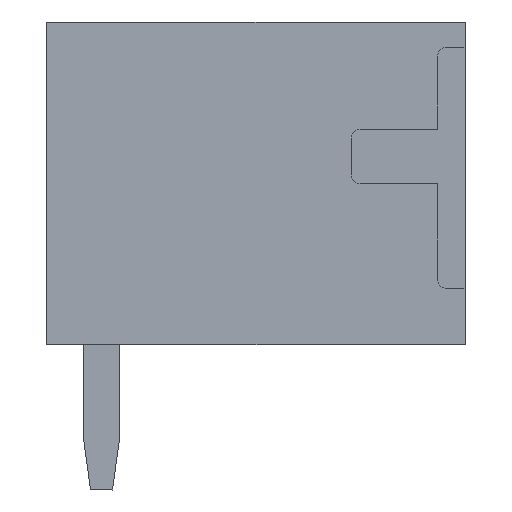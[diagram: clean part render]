
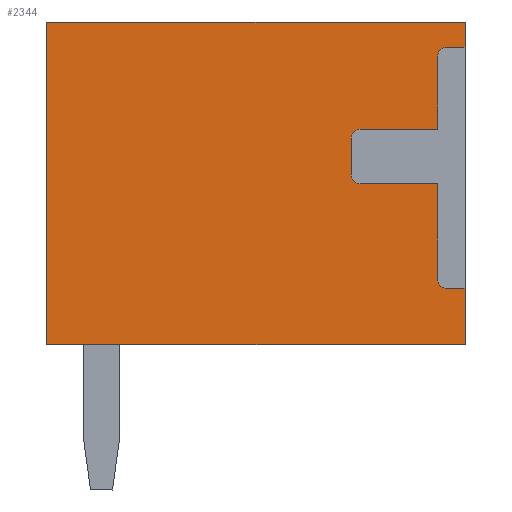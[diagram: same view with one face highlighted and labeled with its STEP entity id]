
A CAD part, left-side view. The second image highlights one B-rep face of the part: STEP entity #2344.
In plain terms, the highlighted planar face has unit normal (-1, 0, 0).
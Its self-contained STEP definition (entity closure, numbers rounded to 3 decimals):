
#2244=AXIS2_PLACEMENT_3D('Plane Axis2P3D',#2241,#2242,#2243) ;
#2260=AXIS2_PLACEMENT_3D('Circle Axis2P3D',#2258,#2259,$) ;
#2281=AXIS2_PLACEMENT_3D('Circle Axis2P3D',#2279,#2280,$) ;
#2295=AXIS2_PLACEMENT_3D('Circle Axis2P3D',#2293,#2294,$) ;
#2316=AXIS2_PLACEMENT_3D('Circle Axis2P3D',#2314,#2315,$) ;
#77=CARTESIAN_POINT('Vertex',(0.3,0.,10.3)) ;
#80=CARTESIAN_POINT('Line Origine',(0.3,0.,10.02)) ;
#84=CARTESIAN_POINT('Vertex',(0.3,0.,9.74)) ;
#105=CARTESIAN_POINT('Vertex',(0.3,0.,4.44)) ;
#108=CARTESIAN_POINT('Line Origine',(0.3,0.,3.82)) ;
#112=CARTESIAN_POINT('Vertex',(0.3,0.,3.2)) ;
#1747=CARTESIAN_POINT('Vertex',(0.3,9.2,10.3)) ;
#1750=CARTESIAN_POINT('Line Origine',(0.3,4.6,10.3)) ;
#2145=CARTESIAN_POINT('Line Origine',(0.3,4.6,3.2)) ;
#2149=CARTESIAN_POINT('Vertex',(0.3,9.2,3.2)) ;
#2241=CARTESIAN_POINT('Axis2P3D Location',(0.3,0.,0.)) ;
#2246=CARTESIAN_POINT('Line Origine',(0.3,9.2,6.75)) ;
#2251=CARTESIAN_POINT('Line Origine',(0.3,0.2,4.44)) ;
#2255=CARTESIAN_POINT('Vertex',(0.3,0.4,4.44)) ;
#2258=CARTESIAN_POINT('Axis2P3D Location',(0.3,0.4,4.64)) ;
#2262=CARTESIAN_POINT('Vertex',(0.3,0.6,4.64)) ;
#2265=CARTESIAN_POINT('Line Origine',(0.3,0.6,5.69)) ;
#2269=CARTESIAN_POINT('Vertex',(0.3,0.6,6.74)) ;
#2272=CARTESIAN_POINT('Line Origine',(0.3,1.45,6.74)) ;
#2276=CARTESIAN_POINT('Vertex',(0.3,2.3,6.74)) ;
#2279=CARTESIAN_POINT('Axis2P3D Location',(0.3,2.3,6.94)) ;
#2283=CARTESIAN_POINT('Vertex',(0.3,2.5,6.94)) ;
#2286=CARTESIAN_POINT('Line Origine',(0.3,2.5,7.34)) ;
#2290=CARTESIAN_POINT('Vertex',(0.3,2.5,7.74)) ;
#2293=CARTESIAN_POINT('Axis2P3D Location',(0.3,2.3,7.74)) ;
#2297=CARTESIAN_POINT('Vertex',(0.3,2.3,7.94)) ;
#2300=CARTESIAN_POINT('Line Origine',(0.3,1.45,7.94)) ;
#2304=CARTESIAN_POINT('Vertex',(0.3,0.6,7.94)) ;
#2307=CARTESIAN_POINT('Line Origine',(0.3,0.6,8.74)) ;
#2311=CARTESIAN_POINT('Vertex',(0.3,0.6,9.54)) ;
#2314=CARTESIAN_POINT('Axis2P3D Location',(0.3,0.4,9.54)) ;
#2318=CARTESIAN_POINT('Vertex',(0.3,0.4,9.74)) ;
#2321=CARTESIAN_POINT('Line Origine',(0.3,0.2,9.74)) ;
#81=DIRECTION('Vector Direction',(0.,0.,-1.)) ;
#109=DIRECTION('Vector Direction',(0.,0.,-1.)) ;
#1751=DIRECTION('Vector Direction',(0.,-1.,0.)) ;
#2146=DIRECTION('Vector Direction',(0.,1.,0.)) ;
#2242=DIRECTION('Axis2P3D Direction',(-1.,0.,0.)) ;
#2243=DIRECTION('Axis2P3D XDirection',(0.,-1.,0.)) ;
#2247=DIRECTION('Vector Direction',(0.,0.,1.)) ;
#2252=DIRECTION('Vector Direction',(0.,-1.,0.)) ;
#2259=DIRECTION('Axis2P3D Direction',(-1.,0.,0.)) ;
#2266=DIRECTION('Vector Direction',(0.,0.,-1.)) ;
#2273=DIRECTION('Vector Direction',(0.,-1.,0.)) ;
#2280=DIRECTION('Axis2P3D Direction',(-1.,0.,0.)) ;
#2287=DIRECTION('Vector Direction',(0.,0.,-1.)) ;
#2294=DIRECTION('Axis2P3D Direction',(-1.,0.,0.)) ;
#2301=DIRECTION('Vector Direction',(0.,1.,0.)) ;
#2308=DIRECTION('Vector Direction',(0.,0.,-1.)) ;
#2315=DIRECTION('Axis2P3D Direction',(-1.,0.,0.)) ;
#2322=DIRECTION('Vector Direction',(0.,1.,0.)) ;
#82=VECTOR('Line Direction',#81,1.) ;
#110=VECTOR('Line Direction',#109,1.) ;
#1752=VECTOR('Line Direction',#1751,1.) ;
#2147=VECTOR('Line Direction',#2146,1.) ;
#2248=VECTOR('Line Direction',#2247,1.) ;
#2253=VECTOR('Line Direction',#2252,1.) ;
#2267=VECTOR('Line Direction',#2266,1.) ;
#2274=VECTOR('Line Direction',#2273,1.) ;
#2288=VECTOR('Line Direction',#2287,1.) ;
#2302=VECTOR('Line Direction',#2301,1.) ;
#2309=VECTOR('Line Direction',#2308,1.) ;
#2323=VECTOR('Line Direction',#2322,1.) ;
#2327=ORIENTED_EDGE('',*,*,#86,.T.) ;
#2328=ORIENTED_EDGE('',*,*,#1754,.T.) ;
#2329=ORIENTED_EDGE('',*,*,#2250,.T.) ;
#2330=ORIENTED_EDGE('',*,*,#2151,.T.) ;
#2331=ORIENTED_EDGE('',*,*,#114,.T.) ;
#2332=ORIENTED_EDGE('',*,*,#2257,.T.) ;
#2333=ORIENTED_EDGE('',*,*,#2264,.T.) ;
#2334=ORIENTED_EDGE('',*,*,#2271,.T.) ;
#2335=ORIENTED_EDGE('',*,*,#2278,.T.) ;
#2336=ORIENTED_EDGE('',*,*,#2285,.T.) ;
#2337=ORIENTED_EDGE('',*,*,#2292,.T.) ;
#2338=ORIENTED_EDGE('',*,*,#2299,.T.) ;
#2339=ORIENTED_EDGE('',*,*,#2306,.T.) ;
#2340=ORIENTED_EDGE('',*,*,#2313,.T.) ;
#2341=ORIENTED_EDGE('',*,*,#2320,.T.) ;
#2342=ORIENTED_EDGE('',*,*,#2325,.T.) ;
#2344=ADVANCED_FACE('HOUSING',(#2343),#2245,.T.) ;
#2261=CIRCLE('generated circle',#2260,0.2) ;
#2282=CIRCLE('generated circle',#2281,0.2) ;
#2296=CIRCLE('generated circle',#2295,0.2) ;
#2317=CIRCLE('generated circle',#2316,0.2) ;
#86=EDGE_CURVE('',#85,#78,#83,.F.) ;
#114=EDGE_CURVE('',#113,#106,#111,.F.) ;
#1754=EDGE_CURVE('',#78,#1748,#1753,.F.) ;
#2151=EDGE_CURVE('',#2150,#113,#2148,.F.) ;
#2250=EDGE_CURVE('',#1748,#2150,#2249,.F.) ;
#2257=EDGE_CURVE('',#106,#2256,#2254,.F.) ;
#2264=EDGE_CURVE('',#2256,#2263,#2261,.F.) ;
#2271=EDGE_CURVE('',#2263,#2270,#2268,.F.) ;
#2278=EDGE_CURVE('',#2270,#2277,#2275,.F.) ;
#2285=EDGE_CURVE('',#2277,#2284,#2282,.F.) ;
#2292=EDGE_CURVE('',#2284,#2291,#2289,.F.) ;
#2299=EDGE_CURVE('',#2291,#2298,#2296,.F.) ;
#2306=EDGE_CURVE('',#2298,#2305,#2303,.F.) ;
#2313=EDGE_CURVE('',#2305,#2312,#2310,.F.) ;
#2320=EDGE_CURVE('',#2312,#2319,#2317,.F.) ;
#2325=EDGE_CURVE('',#2319,#85,#2324,.F.) ;
#2326=EDGE_LOOP('',(#2327,#2328,#2329,#2330,#2331,#2332,#2333,#2334,#2335,#2336,#2337,#2338,#2339,#2340,#2341,#2342)) ;
#2343=FACE_OUTER_BOUND('',#2326,.T.) ;
#83=LINE('Line',#80,#82) ;
#111=LINE('Line',#108,#110) ;
#1753=LINE('Line',#1750,#1752) ;
#2148=LINE('Line',#2145,#2147) ;
#2249=LINE('Line',#2246,#2248) ;
#2254=LINE('Line',#2251,#2253) ;
#2268=LINE('Line',#2265,#2267) ;
#2275=LINE('Line',#2272,#2274) ;
#2289=LINE('Line',#2286,#2288) ;
#2303=LINE('Line',#2300,#2302) ;
#2310=LINE('Line',#2307,#2309) ;
#2324=LINE('Line',#2321,#2323) ;
#2245=PLANE('',#2244) ;
#78=VERTEX_POINT('',#77) ;
#85=VERTEX_POINT('',#84) ;
#106=VERTEX_POINT('',#105) ;
#113=VERTEX_POINT('',#112) ;
#1748=VERTEX_POINT('',#1747) ;
#2150=VERTEX_POINT('',#2149) ;
#2256=VERTEX_POINT('',#2255) ;
#2263=VERTEX_POINT('',#2262) ;
#2270=VERTEX_POINT('',#2269) ;
#2277=VERTEX_POINT('',#2276) ;
#2284=VERTEX_POINT('',#2283) ;
#2291=VERTEX_POINT('',#2290) ;
#2298=VERTEX_POINT('',#2297) ;
#2305=VERTEX_POINT('',#2304) ;
#2312=VERTEX_POINT('',#2311) ;
#2319=VERTEX_POINT('',#2318) ;
